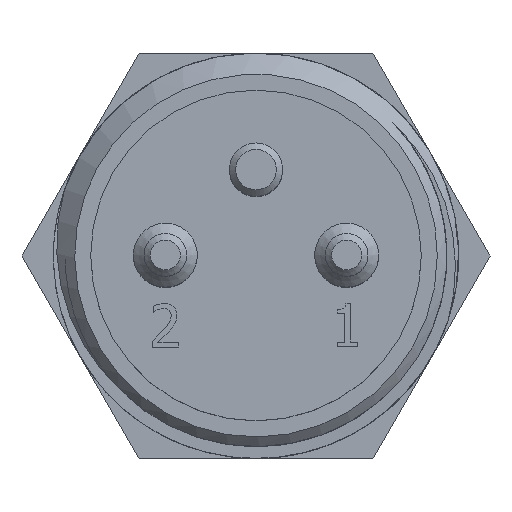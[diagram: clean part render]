
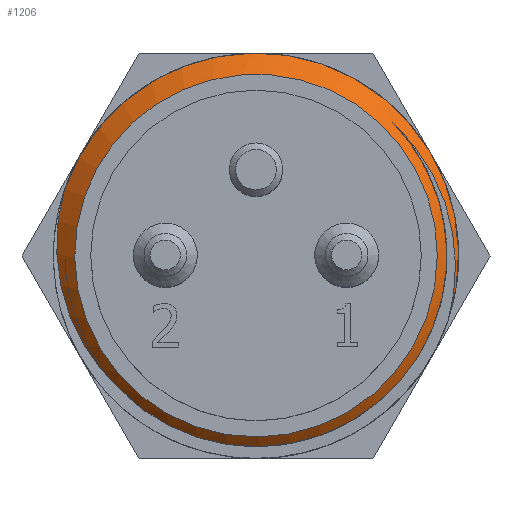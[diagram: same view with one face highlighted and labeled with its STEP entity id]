
A CAD part, top view. The second image highlights one B-rep face of the part: STEP entity #1206.
In plain terms, the highlighted conical face has half-angle 45 degrees and reference radius 9 mm.
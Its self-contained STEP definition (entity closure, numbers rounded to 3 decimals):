
#14=CONICAL_SURFACE($,#1277,9.,45.);
#197=FACE_BOUND($,#418,.T.);
#235=CIRCLE($,#1274,8.95);
#237=CIRCLE($,#1278,9.5);
#238=CIRCLE($,#1279,8.5);
#340=FACE_OUTER_BOUND($,#417,.T.);
#417=EDGE_LOOP($,(#967,#968,#969,#970));
#418=EDGE_LOOP($,(#971));
#522=B_SPLINE_CURVE_WITH_KNOTS($,3,(#4496,#4497,#4498,#4499,#4500,#4501,
#4502,#4503,#4504,#4505),.UNSPECIFIED.,.F.,.F.,(4,3,3,4),(0.878,
0.977,1.444,1.897),.UNSPECIFIED.);
#525=B_SPLINE_CURVE_WITH_KNOTS($,3,(#4733,#4734,#4735,#4736,#4737,#4738,
#4739,#4740,#4741,#4742),.UNSPECIFIED.,.F.,.F.,(4,3,3,4),(0.,0.453,
0.919,1.018),.UNSPECIFIED.);
#594=VERTEX_POINT($,#4428);
#596=VERTEX_POINT($,#4462);
#599=VERTEX_POINT($,#4646);
#600=VERTEX_POINT($,#4732);
#602=VERTEX_POINT($,#4785);
#739=EDGE_CURVE($,#594,#596,#522,.T.);
#742=EDGE_CURVE($,#600,#599,#525,.T.);
#746=EDGE_CURVE($,#596,#600,#235,.T.);
#748=EDGE_CURVE($,#599,#594,#237,.T.);
#749=EDGE_CURVE($,#602,#602,#238,.T.);
#967=ORIENTED_EDGE($,*,*,#742,.T.);
#968=ORIENTED_EDGE($,*,*,#748,.T.);
#969=ORIENTED_EDGE($,*,*,#739,.T.);
#970=ORIENTED_EDGE($,*,*,#746,.T.);
#971=ORIENTED_EDGE($,*,*,#749,.T.);
#1206=ADVANCED_FACE($,(#340,#197),#14,.T.);
#1274=AXIS2_PLACEMENT_3D($,#4780,#1459,#1460);
#1277=AXIS2_PLACEMENT_3D($,#4783,#1465,#1466);
#1278=AXIS2_PLACEMENT_3D($,#4784,#1467,#1468);
#1279=AXIS2_PLACEMENT_3D($,#4786,#1469,#1470);
#1459=DIRECTION('center_axis',(0.,0.,1.));
#1460=DIRECTION('ref_axis',(0.,1.,0.));
#1465=DIRECTION('center_axis',(0.,0.,-1.));
#1466=DIRECTION('ref_axis',(-1.,0.,0.));
#1467=DIRECTION('center_axis',(0.,0.,1.));
#1468=DIRECTION('ref_axis',(-1.,0.,0.));
#1469=DIRECTION('center_axis',(0.,0.,-1.));
#1470=DIRECTION('ref_axis',(-1.,0.,0.));
#4428=CARTESIAN_POINT('',(-8.975,3.115,8.5));
#4462=CARTESIAN_POINT('',(-6.469,-6.185,9.05));
#4496=CARTESIAN_POINT('Ctrl Pts',(-8.975,3.115,8.5));
#4497=CARTESIAN_POINT('Ctrl Pts',(-9.066,2.8,8.517));
#4498=CARTESIAN_POINT('Ctrl Pts',(-9.141,2.48,8.535));
#4499=CARTESIAN_POINT('Ctrl Pts',(-9.199,2.158,8.552));
#4500=CARTESIAN_POINT('Ctrl Pts',(-9.472,0.638,8.634));
#4501=CARTESIAN_POINT('Ctrl Pts',(-9.363,-0.954,
8.717));
#4502=CARTESIAN_POINT('Ctrl Pts',(-8.875,-2.421,8.801));
#4503=CARTESIAN_POINT('Ctrl Pts',(-8.402,-3.847,8.883));
#4504=CARTESIAN_POINT('Ctrl Pts',(-7.569,-5.156,8.966));
#4505=CARTESIAN_POINT('Ctrl Pts',(-6.469,-6.185,9.05));
#4646=CARTESIAN_POINT('',(9.005,-3.026,8.5));
#4732=CARTESIAN_POINT('',(6.407,6.249,9.05));
#4733=CARTESIAN_POINT('Ctrl Pts',(6.407,6.249,9.05));
#4734=CARTESIAN_POINT('Ctrl Pts',(7.519,5.23,8.966));
#4735=CARTESIAN_POINT('Ctrl Pts',(8.363,3.931,8.883));
#4736=CARTESIAN_POINT('Ctrl Pts',(8.851,2.509,8.801));
#4737=CARTESIAN_POINT('Ctrl Pts',(9.352,1.049,8.717));
#4738=CARTESIAN_POINT('Ctrl Pts',(9.477,-0.543,8.634));
#4739=CARTESIAN_POINT('Ctrl Pts',(9.22,-2.066,8.552));
#4740=CARTESIAN_POINT('Ctrl Pts',(9.166,-2.389,8.535));
#4741=CARTESIAN_POINT('Ctrl Pts',(9.094,-2.709,8.517));
#4742=CARTESIAN_POINT('Ctrl Pts',(9.005,-3.026,8.5));
#4780=CARTESIAN_POINT('Origin',(0.,0.,9.05));
#4783=CARTESIAN_POINT('Origin',(0.,0.,9.));
#4784=CARTESIAN_POINT('Origin',(0.,0.,8.5));
#4785=CARTESIAN_POINT('',(8.5,0.,9.5));
#4786=CARTESIAN_POINT('Origin',(0.,0.,9.5));
